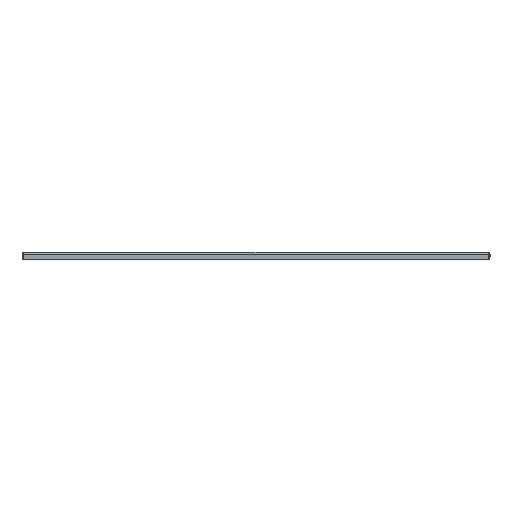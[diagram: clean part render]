
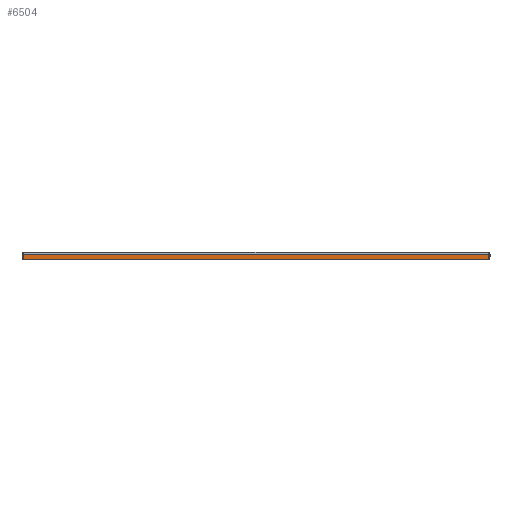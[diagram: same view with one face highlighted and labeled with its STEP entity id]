
A CAD part, left-side view. The second image highlights one B-rep face of the part: STEP entity #6504.
In plain terms, the highlighted planar face has unit normal (-1, 0, 0).
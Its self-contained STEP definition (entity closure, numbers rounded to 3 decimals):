
#6477=AXIS2_PLACEMENT_3D('Plane Axis2P3D',#6474,#6475,#6476) ;
#5867=CARTESIAN_POINT('Vertex',(0.,738.4,8.)) ;
#5870=CARTESIAN_POINT('Line Origine',(0.,-366.817,8.)) ;
#5874=CARTESIAN_POINT('Vertex',(0.,1.6,8.)) ;
#6474=CARTESIAN_POINT('Axis2P3D Location',(0.,370.,12.)) ;
#6479=CARTESIAN_POINT('Line Origine',(0.,370.,0.)) ;
#6483=CARTESIAN_POINT('Vertex',(0.,738.4,0.)) ;
#6485=CARTESIAN_POINT('Vertex',(0.,1.6,0.)) ;
#6488=CARTESIAN_POINT('Line Origine',(0.,1.6,4.)) ;
#6493=CARTESIAN_POINT('Line Origine',(0.,738.4,4.)) ;
#5871=DIRECTION('Vector Direction',(0.,1.,0.)) ;
#6475=DIRECTION('Axis2P3D Direction',(1.,0.,0.)) ;
#6476=DIRECTION('Axis2P3D XDirection',(0.,0.,-1.)) ;
#6480=DIRECTION('Vector Direction',(0.,-1.,0.)) ;
#6489=DIRECTION('Vector Direction',(0.,0.,-1.)) ;
#6494=DIRECTION('Vector Direction',(0.,0.,-1.)) ;
#5872=VECTOR('Line Direction',#5871,1.) ;
#6481=VECTOR('Line Direction',#6480,1.) ;
#6490=VECTOR('Line Direction',#6489,1.) ;
#6495=VECTOR('Line Direction',#6494,1.) ;
#6499=ORIENTED_EDGE('',*,*,#6487,.T.) ;
#6500=ORIENTED_EDGE('',*,*,#6492,.F.) ;
#6501=ORIENTED_EDGE('',*,*,#5876,.F.) ;
#6502=ORIENTED_EDGE('',*,*,#6497,.T.) ;
#6504=ADVANCED_FACE('MOPL',(#6503),#6478,.F.) ;
#5876=EDGE_CURVE('',#5868,#5875,#5873,.F.) ;
#6487=EDGE_CURVE('',#6484,#6486,#6482,.T.) ;
#6492=EDGE_CURVE('',#5875,#6486,#6491,.T.) ;
#6497=EDGE_CURVE('',#5868,#6484,#6496,.T.) ;
#6498=EDGE_LOOP('',(#6499,#6500,#6501,#6502)) ;
#6503=FACE_OUTER_BOUND('',#6498,.T.) ;
#5873=LINE('Line',#5870,#5872) ;
#6482=LINE('Line',#6479,#6481) ;
#6491=LINE('Line',#6488,#6490) ;
#6496=LINE('Line',#6493,#6495) ;
#6478=PLANE('',#6477) ;
#5868=VERTEX_POINT('',#5867) ;
#5875=VERTEX_POINT('',#5874) ;
#6484=VERTEX_POINT('',#6483) ;
#6486=VERTEX_POINT('',#6485) ;
